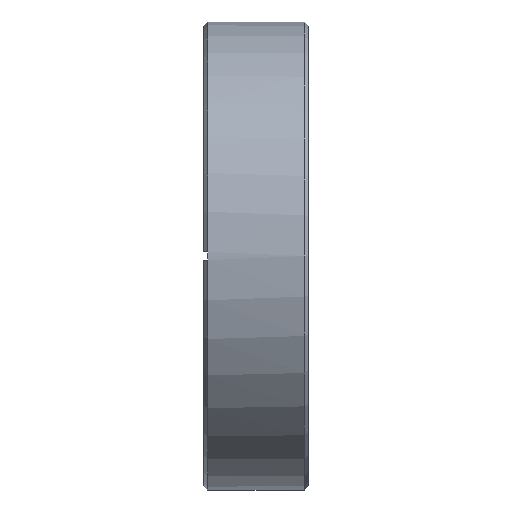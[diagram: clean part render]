
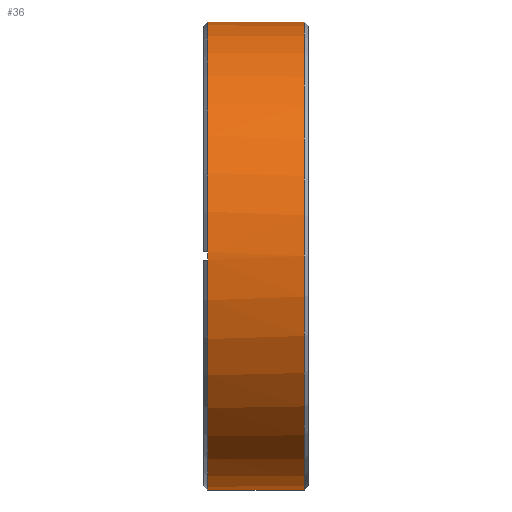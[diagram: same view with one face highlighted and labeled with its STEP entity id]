
A CAD part, left-side view. The second image highlights one B-rep face of the part: STEP entity #36.
In plain terms, the highlighted cylindrical face has radius 17 mm (diameter 34 mm), a partial arc.
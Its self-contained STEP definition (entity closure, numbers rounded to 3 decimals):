
#18 = DIRECTION ( 'NONE',  ( 0., 0., 1. ) ) ;
#29 = DIRECTION ( 'NONE',  ( 0., 1., 0. ) ) ;
#36 = ADVANCED_FACE ( 'NONE', ( #1557 ), #1794, .T. ) ;
#62 = AXIS2_PLACEMENT_3D ( 'NONE', #1125, #181, #175 ) ;
#70 = CIRCLE ( 'NONE', #1151, 17. ) ;
#71 = AXIS2_PLACEMENT_3D ( 'NONE', #856, #1914, #677 ) ;
#99 = VERTEX_POINT ( 'NONE', #2240 ) ;
#100 = ORIENTED_EDGE ( 'NONE', *, *, #610, .T. ) ;
#106 = EDGE_CURVE ( 'NONE', #1157, #902, #70, .T. ) ;
#108 = DIRECTION ( 'NONE',  ( 0., 0., 1. ) ) ;
#113 = CARTESIAN_POINT ( 'NONE',  ( 0., 53.835, -17. ) ) ;
#122 = CIRCLE ( 'NONE', #71, 17. ) ;
#125 = DIRECTION ( 'NONE',  ( 0., 1., 0. ) ) ;
#152 = VERTEX_POINT ( 'NONE', #1505 ) ;
#161 = CARTESIAN_POINT ( 'NONE',  ( 0., 7.3, 0. ) ) ;
#175 = DIRECTION ( 'NONE',  ( 0., 0., -1. ) ) ;
#181 = DIRECTION ( 'NONE',  ( 0., 1., 0. ) ) ;
#203 = CARTESIAN_POINT ( 'NONE',  ( 0., 53.835, 17. ) ) ;
#231 = CARTESIAN_POINT ( 'NONE',  ( 0., 0.3, 17. ) ) ;
#237 = ORIENTED_EDGE ( 'NONE', *, *, #1565, .T. ) ;
#280 = ORIENTED_EDGE ( 'NONE', *, *, #1666, .F. ) ;
#290 = CARTESIAN_POINT ( 'NONE',  ( 0., 7.3, 0. ) ) ;
#299 = VERTEX_POINT ( 'NONE', #231 ) ;
#337 = VECTOR ( 'NONE', #125, 1000. ) ;
#378 = EDGE_CURVE ( 'NONE', #299, #1389, #2149, .T. ) ;
#484 = AXIS2_PLACEMENT_3D ( 'NONE', #161, #2140, #18 ) ;
#542 = CARTESIAN_POINT ( 'NONE',  ( 0., 7.3, 17. ) ) ;
#610 = EDGE_CURVE ( 'NONE', #1389, #1157, #122, .T. ) ;
#677 = DIRECTION ( 'NONE',  ( 0., 0., 1. ) ) ;
#687 = AXIS2_PLACEMENT_3D ( 'NONE', #974, #29, #1946 ) ;
#738 = EDGE_LOOP ( 'NONE', ( #280, #1667, #1385, #100, #1770, #237 ) ) ;
#856 = CARTESIAN_POINT ( 'NONE',  ( 0., 7.3, 0. ) ) ;
#902 = VERTEX_POINT ( 'NONE', #1645 ) ;
#974 = CARTESIAN_POINT ( 'NONE',  ( 0., 53.835, 0. ) ) ;
#1125 = CARTESIAN_POINT ( 'NONE',  ( 0., 0.3, 0. ) ) ;
#1150 = VECTOR ( 'NONE', #1278, 1000. ) ;
#1151 = AXIS2_PLACEMENT_3D ( 'NONE', #290, #1358, #108 ) ;
#1157 = VERTEX_POINT ( 'NONE', #1274 ) ;
#1274 = CARTESIAN_POINT ( 'NONE',  ( -16.997, 7.3, 0.3 ) ) ;
#1278 = DIRECTION ( 'NONE',  ( 0., 1., 0. ) ) ;
#1314 = EDGE_CURVE ( 'NONE', #99, #299, #1342, .T. ) ;
#1342 = CIRCLE ( 'NONE', #62, 17. ) ;
#1358 = DIRECTION ( 'NONE',  ( 0., -1., 0. ) ) ;
#1385 = ORIENTED_EDGE ( 'NONE', *, *, #378, .T. ) ;
#1389 = VERTEX_POINT ( 'NONE', #542 ) ;
#1505 = CARTESIAN_POINT ( 'NONE',  ( 0., 7.3, -17. ) ) ;
#1557 = FACE_OUTER_BOUND ( 'NONE', #738, .T. ) ;
#1565 = EDGE_CURVE ( 'NONE', #902, #152, #2059, .T. ) ;
#1645 = CARTESIAN_POINT ( 'NONE',  ( -16.997, 7.3, -0.3 ) ) ;
#1666 = EDGE_CURVE ( 'NONE', #99, #152, #1758, .T. ) ;
#1667 = ORIENTED_EDGE ( 'NONE', *, *, #1314, .T. ) ;
#1758 = LINE ( 'NONE', #113, #337 ) ;
#1770 = ORIENTED_EDGE ( 'NONE', *, *, #106, .T. ) ;
#1794 = CYLINDRICAL_SURFACE ( 'NONE', #687, 17. ) ;
#1914 = DIRECTION ( 'NONE',  ( 0., -1., 0. ) ) ;
#1946 = DIRECTION ( 'NONE',  ( 0., 0., 1. ) ) ;
#2059 = CIRCLE ( 'NONE', #484, 17. ) ;
#2140 = DIRECTION ( 'NONE',  ( 0., -1., 0. ) ) ;
#2149 = LINE ( 'NONE', #203, #1150 ) ;
#2240 = CARTESIAN_POINT ( 'NONE',  ( 0., 0.3, -17. ) ) ;
